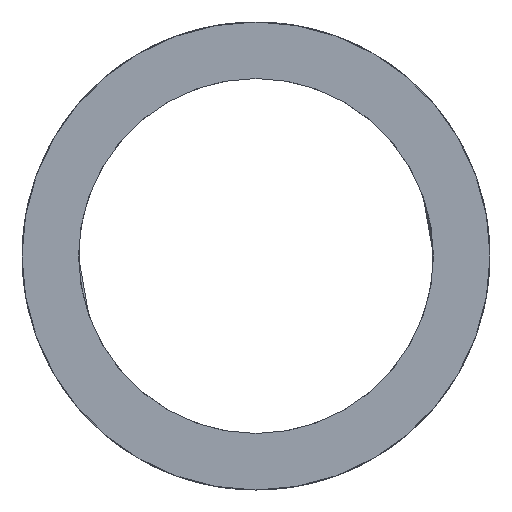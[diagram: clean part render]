
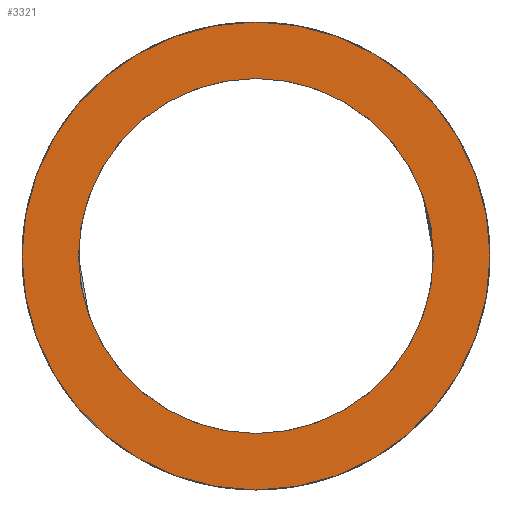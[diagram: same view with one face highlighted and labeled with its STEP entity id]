
A CAD part, front view. The second image highlights one B-rep face of the part: STEP entity #3321.
In plain terms, the highlighted planar face has unit normal (0, -1, 0).
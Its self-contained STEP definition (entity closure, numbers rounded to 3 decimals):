
#291 = CARTESIAN_POINT ( 'NONE',  ( -10., 0., 9. ) ) ;
#430 = AXIS2_PLACEMENT_3D ( 'NONE', #3490, #4470, #1930 ) ;
#463 = CARTESIAN_POINT ( 'NONE',  ( 0., 0., -7.119 ) ) ;
#661 = AXIS2_PLACEMENT_3D ( 'NONE', #2112, #4688, #1618 ) ;
#977 = CARTESIAN_POINT ( 'NONE',  ( 0., 0., 0. ) ) ;
#1328 = FACE_OUTER_BOUND ( 'NONE', #5558, .T. ) ;
#1435 = EDGE_CURVE ( 'NONE', #5064, #2798, #2365, .T. ) ;
#1618 = DIRECTION ( 'NONE',  ( 0., 0., 1. ) ) ;
#1739 = DIRECTION ( 'NONE',  ( 0., 1., 0. ) ) ;
#1930 = DIRECTION ( 'NONE',  ( 0., 0., 1. ) ) ;
#1938 = AXIS2_PLACEMENT_3D ( 'NONE', #291, #1739, #2252 ) ;
#2112 = CARTESIAN_POINT ( 'NONE',  ( 0., 0., 0. ) ) ;
#2126 = ORIENTED_EDGE ( 'NONE', *, *, #3596, .T. ) ;
#2197 = DIRECTION ( 'NONE',  ( 0., 0., 1. ) ) ;
#2252 = DIRECTION ( 'NONE',  ( 0., 0., 1. ) ) ;
#2365 = CIRCLE ( 'NONE', #661, 5.4 ) ;
#2394 = ORIENTED_EDGE ( 'NONE', *, *, #6606, .F. ) ;
#2798 = VERTEX_POINT ( 'NONE', #4452 ) ;
#3321 = ADVANCED_FACE ( 'NONE', ( #1328, #4664 ), #4366, .F. ) ;
#3435 = DIRECTION ( 'NONE',  ( 0., 0., 1. ) ) ;
#3490 = CARTESIAN_POINT ( 'NONE',  ( 0., 0., 0. ) ) ;
#3596 = EDGE_CURVE ( 'NONE', #5315, #6589, #4339, .T. ) ;
#3809 = ORIENTED_EDGE ( 'NONE', *, *, #1435, .F. ) ;
#3996 = EDGE_LOOP ( 'NONE', ( #2394, #3809 ) ) ;
#4101 = AXIS2_PLACEMENT_3D ( 'NONE', #977, #4554, #3435 ) ;
#4256 = DIRECTION ( 'NONE',  ( 0., -1., 0. ) ) ;
#4297 = CARTESIAN_POINT ( 'NONE',  ( 0., 0., 0. ) ) ;
#4339 = CIRCLE ( 'NONE', #4101, 7.119 ) ;
#4366 = PLANE ( 'NONE',  #1938 ) ;
#4452 = CARTESIAN_POINT ( 'NONE',  ( 0., 0., -5.4 ) ) ;
#4470 = DIRECTION ( 'NONE',  ( 0., -1., 0. ) ) ;
#4554 = DIRECTION ( 'NONE',  ( 0., -1., 0. ) ) ;
#4588 = EDGE_CURVE ( 'NONE', #6589, #5315, #6411, .T. ) ;
#4664 = FACE_BOUND ( 'NONE', #3996, .T. ) ;
#4688 = DIRECTION ( 'NONE',  ( 0., -1., 0. ) ) ;
#4854 = CARTESIAN_POINT ( 'NONE',  ( 0., 0., 5.4 ) ) ;
#5064 = VERTEX_POINT ( 'NONE', #4854 ) ;
#5084 = CARTESIAN_POINT ( 'NONE',  ( 0., 0., 7.119 ) ) ;
#5315 = VERTEX_POINT ( 'NONE', #5084 ) ;
#5558 = EDGE_LOOP ( 'NONE', ( #6140, #2126 ) ) ;
#5685 = AXIS2_PLACEMENT_3D ( 'NONE', #4297, #4256, #2197 ) ;
#6140 = ORIENTED_EDGE ( 'NONE', *, *, #4588, .T. ) ;
#6238 = CIRCLE ( 'NONE', #430, 5.4 ) ;
#6411 = CIRCLE ( 'NONE', #5685, 7.119 ) ;
#6589 = VERTEX_POINT ( 'NONE', #463 ) ;
#6606 = EDGE_CURVE ( 'NONE', #2798, #5064, #6238, .T. ) ;
